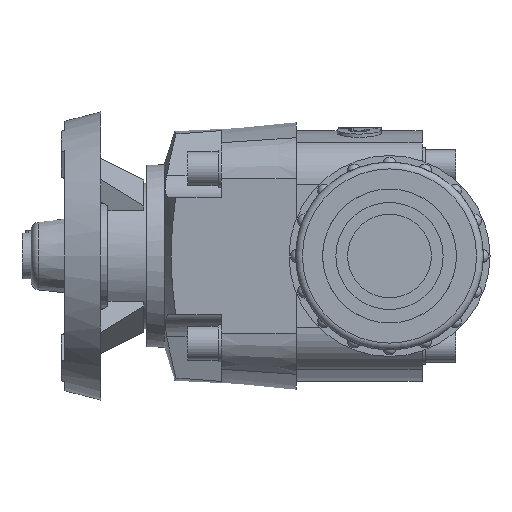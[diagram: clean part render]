
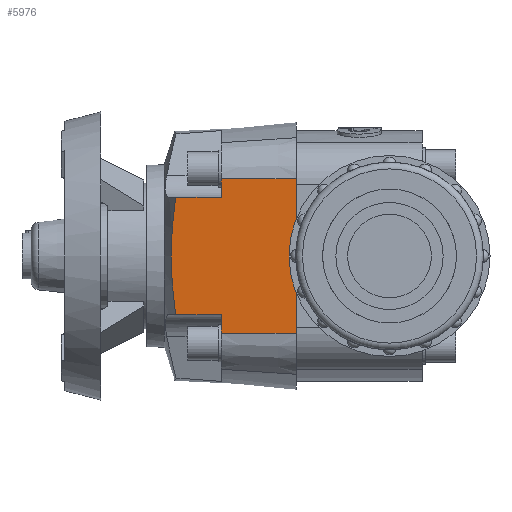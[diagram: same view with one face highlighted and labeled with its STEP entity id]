
A CAD part, left-side view. The second image highlights one B-rep face of the part: STEP entity #5976.
In plain terms, the highlighted planar face has unit normal (-0.998, 0.07, 0).
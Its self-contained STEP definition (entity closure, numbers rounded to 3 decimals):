
#96=(
BOUNDED_CURVE()
B_SPLINE_CURVE(2,(#9580,#9581,#9582),.UNSPECIFIED.,.F.,.F.)
B_SPLINE_CURVE_WITH_KNOTS((3,3),(-20.861,-15.971),
 .UNSPECIFIED.)
CURVE()
GEOMETRIC_REPRESENTATION_ITEM()
RATIONAL_B_SPLINE_CURVE((2.712,2.889,2.889))
REPRESENTATION_ITEM('')
);
#106=(
BOUNDED_CURVE()
B_SPLINE_CURVE(2,(#9685,#9686,#9687),.UNSPECIFIED.,.F.,.F.)
B_SPLINE_CURVE_WITH_KNOTS((3,3),(-15.971,-11.081),
 .UNSPECIFIED.)
CURVE()
GEOMETRIC_REPRESENTATION_ITEM()
RATIONAL_B_SPLINE_CURVE((2.889,2.889,2.712))
REPRESENTATION_ITEM('')
);
#270=PLANE('',#6689);
#582=LINE('',#11413,#940);
#596=LINE('',#11491,#954);
#601=LINE('',#11507,#959);
#602=LINE('',#11514,#960);
#607=LINE('',#11532,#965);
#609=LINE('',#11535,#967);
#617=LINE('',#11561,#975);
#940=VECTOR('',#8199,1.);
#954=VECTOR('',#8293,1.);
#959=VECTOR('',#8306,1.);
#960=VECTOR('',#8313,1.);
#965=VECTOR('',#8330,1.);
#967=VECTOR('',#8334,1.);
#975=VECTOR('',#8364,1.);
#1335=FACE_OUTER_BOUND('',#1710,.T.);
#1710=EDGE_LOOP('',(#5124,#5125,#5126,#5127,#5128,#5129,#5130,#5131,#5132));
#2329=VERTEX_POINT('',#9578);
#2330=VERTEX_POINT('',#9579);
#2345=VERTEX_POINT('',#9681);
#2720=VERTEX_POINT('',#11410);
#2721=VERTEX_POINT('',#11412);
#2742=VERTEX_POINT('',#11490);
#2746=VERTEX_POINT('',#11506);
#2748=VERTEX_POINT('',#11512);
#2749=VERTEX_POINT('',#11513);
#2931=EDGE_CURVE('',#2329,#2330,#96,.T.);
#2947=EDGE_CURVE('',#2330,#2345,#106,.T.);
#3528=EDGE_CURVE('',#2721,#2720,#582,.T.);
#3556=EDGE_CURVE('',#2742,#2329,#596,.T.);
#3563=EDGE_CURVE('',#2746,#2742,#601,.T.);
#3566=EDGE_CURVE('',#2748,#2749,#602,.T.);
#3575=EDGE_CURVE('',#2345,#2748,#607,.T.);
#3577=EDGE_CURVE('',#2721,#2749,#609,.T.);
#3589=EDGE_CURVE('',#2720,#2746,#617,.T.);
#5124=ORIENTED_EDGE('',*,*,#3556,.T.);
#5125=ORIENTED_EDGE('',*,*,#2931,.T.);
#5126=ORIENTED_EDGE('',*,*,#2947,.T.);
#5127=ORIENTED_EDGE('',*,*,#3575,.T.);
#5128=ORIENTED_EDGE('',*,*,#3566,.T.);
#5129=ORIENTED_EDGE('',*,*,#3577,.F.);
#5130=ORIENTED_EDGE('',*,*,#3528,.T.);
#5131=ORIENTED_EDGE('',*,*,#3589,.T.);
#5132=ORIENTED_EDGE('',*,*,#3563,.T.);
#5976=ADVANCED_FACE('',(#1335),#270,.T.);
#6689=AXIS2_PLACEMENT_3D('',#11562,#8365,#8366);
#8199=DIRECTION('',(0.,0.,1.));
#8293=DIRECTION('',(0.07,0.998,0.));
#8306=DIRECTION('',(0.,0.,-1.));
#8313=DIRECTION('',(0.,0.,-1.));
#8330=DIRECTION('',(-0.07,-0.998,0.));
#8334=DIRECTION('',(0.07,0.998,0.));
#8364=DIRECTION('',(0.07,0.998,0.));
#8365=DIRECTION('center_axis',(-0.998,0.07,0.));
#8366=DIRECTION('ref_axis',(0.,0.,1.));
#9578=CARTESIAN_POINT('',(-33.982,63.856,17.5));
#9579=CARTESIAN_POINT('',(-33.89,65.181,0.));
#9580=CARTESIAN_POINT('Ctrl Pts',(-33.982,63.856,17.5));
#9581=CARTESIAN_POINT('Ctrl Pts',(-33.89,65.181,8.214));
#9582=CARTESIAN_POINT('Ctrl Pts',(-33.89,65.181,0.));
#9681=CARTESIAN_POINT('',(-33.982,63.856,-17.5));
#9685=CARTESIAN_POINT('Ctrl Pts',(-33.89,65.181,0.));
#9686=CARTESIAN_POINT('Ctrl Pts',(-33.89,65.181,-8.214));
#9687=CARTESIAN_POINT('Ctrl Pts',(-33.982,63.856,-17.5));
#11410=CARTESIAN_POINT('',(-36.5,27.85,23.003));
#11412=CARTESIAN_POINT('',(-36.5,27.85,-23.003));
#11413=CARTESIAN_POINT('',(-36.5,27.85,-23.003));
#11490=CARTESIAN_POINT('',(-34.939,50.167,17.5));
#11491=CARTESIAN_POINT('',(-34.158,61.335,17.5));
#11506=CARTESIAN_POINT('',(-34.939,50.167,23.003));
#11507=CARTESIAN_POINT('',(-34.939,50.167,26.532));
#11512=CARTESIAN_POINT('',(-34.939,50.167,-17.5));
#11513=CARTESIAN_POINT('',(-34.939,50.167,-23.003));
#11514=CARTESIAN_POINT('',(-34.939,50.167,-3.529));
#11532=CARTESIAN_POINT('',(-35.711,39.127,-17.5));
#11535=CARTESIAN_POINT('',(-36.5,27.85,-23.003));
#11561=CARTESIAN_POINT('',(-36.5,27.85,23.003));
#11562=CARTESIAN_POINT('Origin',(-36.5,27.85,23.003));
